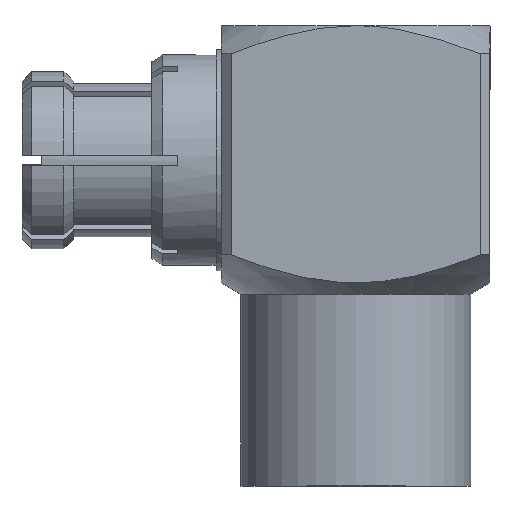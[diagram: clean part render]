
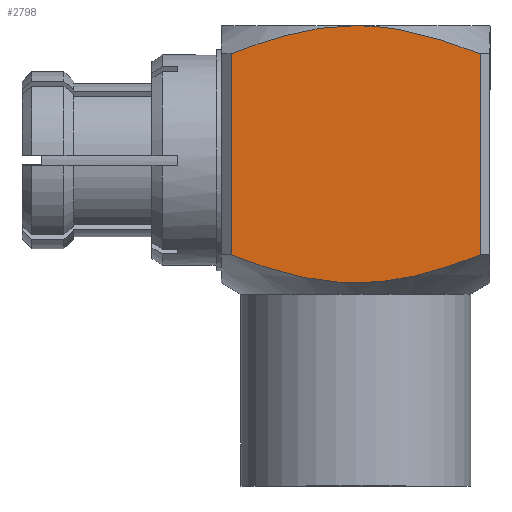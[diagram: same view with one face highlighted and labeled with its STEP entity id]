
A CAD part, top view. The second image highlights one B-rep face of the part: STEP entity #2798.
In plain terms, the highlighted planar face has unit normal (0, 0, 1).
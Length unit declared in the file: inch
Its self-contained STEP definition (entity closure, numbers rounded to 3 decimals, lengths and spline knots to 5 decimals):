
#27 = CARTESIAN_POINT ( 'NONE',  ( 0.12803, 0.06205, 0.0689 ) ) ;
#105 = CARTESIAN_POINT ( 'NONE',  ( 0.10736, 0.05442, 0.0689 ) ) ;
#221 = CARTESIAN_POINT ( 'NONE',  ( 0.12812, -0.05639, 0.0689 ) ) ;
#268 = CARTESIAN_POINT ( 'NONE',  ( 0.10736, -0.04674, 0.0689 ) ) ;
#366 = CARTESIAN_POINT ( 'NONE',  ( 0.17126, 0.0689, 0.0689 ) ) ;
#463 = ORIENTED_EDGE ( 'NONE', *, *, #681, .T. ) ;
#472 = CARTESIAN_POINT ( 'NONE',  ( 0.23516, -0.04874, 0.0689 ) ) ;
#681 = EDGE_CURVE ( 'NONE', #2288, #2816, #759, .T. ) ;
#700 = CARTESIAN_POINT ( 'NONE',  ( 0.18231, 0.0689, 0.0689 ) ) ;
#719 = CARTESIAN_POINT ( 'NONE',  ( 0.21438, 0.06208, 0.0689 ) ) ;
#732 = CARTESIAN_POINT ( 'NONE',  ( 0.19311, 0.06732, 0.0689 ) ) ;
#759 = LINE ( 'NONE', #1617, #3071 ) ;
#796 = CARTESIAN_POINT ( 'NONE',  ( 0.22495, -0.05275, 0.0689 ) ) ;
#931 = CARTESIAN_POINT ( 'NONE',  ( 0.24016, -0.0689, 0.0689 ) ) ;
#965 = ORIENTED_EDGE ( 'NONE', *, *, #1641, .F. ) ;
#1087 = VERTEX_POINT ( 'NONE', #2941 ) ;
#1330 = PLANE ( 'NONE',  #1782 ) ;
#1333 = CARTESIAN_POINT ( 'NONE',  ( 0.11759, 0.05844, 0.0689 ) ) ;
#1385 = CARTESIAN_POINT ( 'NONE',  ( 0.11763, -0.05277, 0.0689 ) ) ;
#1504 = B_SPLINE_CURVE_WITH_KNOTS ( 'NONE', 3,
 ( #472, #796, #3847, #3314, #2340, #3549, #1683, #1750, #3005, #221, #1385, #3868 ),
 .UNSPECIFIED., .F., .F.,
 ( 4, 2, 2, 2, 2, 4 ),
 ( 0.00469, 0.00552, 0.00635, 0.00677, 0.00718, 0.00802 ),
 .UNSPECIFIED. ) ;
#1505 = DIRECTION ( 'NONE',  ( 0., -1., 0. ) ) ;
#1617 = CARTESIAN_POINT ( 'NONE',  ( 0.23516, -0.0689, 0.0689 ) ) ;
#1633 = FACE_OUTER_BOUND ( 'NONE', #2966, .T. ) ;
#1641 = EDGE_CURVE ( 'NONE', #3515, #2816, #1701, .T. ) ;
#1683 = CARTESIAN_POINT ( 'NONE',  ( 0.16045, -0.06285, 0.0689 ) ) ;
#1701 = B_SPLINE_CURVE_WITH_KNOTS ( 'NONE', 3,
 ( #3569, #700, #732, #719, #3832, #1968 ),
 .UNSPECIFIED., .F., .F.,
 ( 4, 2, 4 ),
 ( 0.00378, 0.00463, 0.00547 ),
 .UNSPECIFIED. ) ;
#1750 = CARTESIAN_POINT ( 'NONE',  ( 0.14952, -0.06139, 0.0689 ) ) ;
#1782 = AXIS2_PLACEMENT_3D ( 'NONE', #931, #2918, #3295 ) ;
#1968 = CARTESIAN_POINT ( 'NONE',  ( 0.23516, 0.05442, 0.0689 ) ) ;
#1990 = CARTESIAN_POINT ( 'NONE',  ( 0.10736, -0.04874, 0.0689 ) ) ;
#2123 = ORIENTED_EDGE ( 'NONE', *, *, #2247, .F. ) ;
#2247 = EDGE_CURVE ( 'NONE', #1087, #3515, #2874, .T. ) ;
#2281 = DIRECTION ( 'NONE',  ( 0., 1., 0. ) ) ;
#2288 = VERTEX_POINT ( 'NONE', #2493 ) ;
#2323 = CARTESIAN_POINT ( 'NONE',  ( 0.23516, 0.05442, 0.0689 ) ) ;
#2340 = CARTESIAN_POINT ( 'NONE',  ( 0.18254, -0.06319, 0.0689 ) ) ;
#2380 = VERTEX_POINT ( 'NONE', #1990 ) ;
#2493 = CARTESIAN_POINT ( 'NONE',  ( 0.23516, -0.04874, 0.0689 ) ) ;
#2568 = CARTESIAN_POINT ( 'NONE',  ( 0.14397, 0.06598, 0.0689 ) ) ;
#2616 = EDGE_CURVE ( 'NONE', #1087, #2380, #3728, .T. ) ;
#2677 = ORIENTED_EDGE ( 'NONE', *, *, #2616, .T. ) ;
#2798 = ADVANCED_FACE ( 'NONE', ( #1633 ), #1330, .F. ) ;
#2816 = VERTEX_POINT ( 'NONE', #2323 ) ;
#2874 = B_SPLINE_CURVE_WITH_KNOTS ( 'NONE', 3,
 ( #105, #1333, #27, #2568, #3820, #3501, #3157, #366 ),
 .UNSPECIFIED., .F., .F.,
 ( 4, 2, 2, 4 ),
 ( 0.00211, 0.00295, 0.00337, 0.00378 ),
 .UNSPECIFIED. ) ;
#2918 = DIRECTION ( 'NONE',  ( 0., 0., -1. ) ) ;
#2941 = CARTESIAN_POINT ( 'NONE',  ( 0.10736, 0.05442, 0.0689 ) ) ;
#2966 = EDGE_LOOP ( 'NONE', ( #2123, #2677, #3917, #463, #965 ) ) ;
#3005 = CARTESIAN_POINT ( 'NONE',  ( 0.14413, -0.06033, 0.0689 ) ) ;
#3071 = VECTOR ( 'NONE', #2281, 39.37008 ) ;
#3157 = CARTESIAN_POINT ( 'NONE',  ( 0.16579, 0.0689, 0.0689 ) ) ;
#3295 = DIRECTION ( 'NONE',  ( -1., 0., 0. ) ) ;
#3314 = CARTESIAN_POINT ( 'NONE',  ( 0.1933, -0.0616, 0.0689 ) ) ;
#3354 = VECTOR ( 'NONE', #1505, 39.37008 ) ;
#3501 = CARTESIAN_POINT ( 'NONE',  ( 0.16023, 0.06851, 0.0689 ) ) ;
#3515 = VERTEX_POINT ( 'NONE', #3624 ) ;
#3549 = CARTESIAN_POINT ( 'NONE',  ( 0.16603, -0.06323, 0.0689 ) ) ;
#3569 = CARTESIAN_POINT ( 'NONE',  ( 0.17126, 0.0689, 0.0689 ) ) ;
#3624 = CARTESIAN_POINT ( 'NONE',  ( 0.17126, 0.0689, 0.0689 ) ) ;
#3728 = LINE ( 'NONE', #268, #3354 ) ;
#3820 = CARTESIAN_POINT ( 'NONE',  ( 0.14934, 0.06704, 0.0689 ) ) ;
#3832 = CARTESIAN_POINT ( 'NONE',  ( 0.2249, 0.05845, 0.0689 ) ) ;
#3847 = CARTESIAN_POINT ( 'NONE',  ( 0.21448, -0.05636, 0.0689 ) ) ;
#3868 = CARTESIAN_POINT ( 'NONE',  ( 0.10736, -0.04874, 0.0689 ) ) ;
#3917 = ORIENTED_EDGE ( 'NONE', *, *, #4003, .F. ) ;
#4003 = EDGE_CURVE ( 'NONE', #2288, #2380, #1504, .T. ) ;
